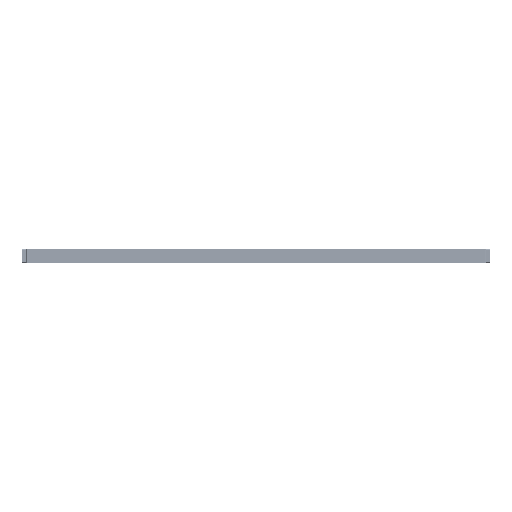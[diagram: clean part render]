
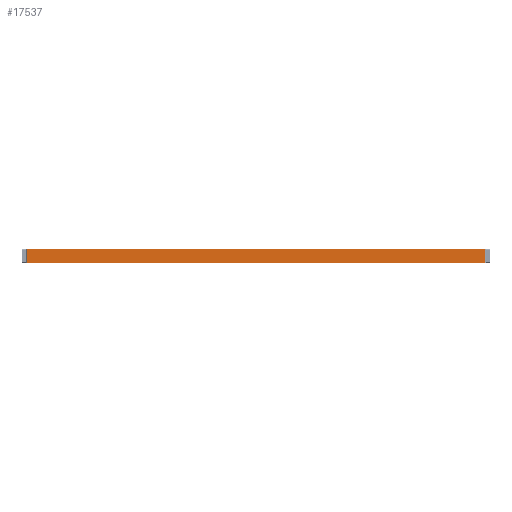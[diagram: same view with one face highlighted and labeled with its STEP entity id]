
A CAD part, front view. The second image highlights one B-rep face of the part: STEP entity #17537.
In plain terms, the highlighted planar face has unit normal (0, -1, 0).
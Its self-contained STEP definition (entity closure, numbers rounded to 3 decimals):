
#13216=FACE_OUTER_BOUND('',#36737,.T.);
#17537=ADVANCED_FACE('',(#13216),#23399,.T.);
#23399=PLANE('',#111802);
#36737=EDGE_LOOP('',(#44920,#44921,#44922,#44923));
#44920=ORIENTED_EDGE('',*,*,#83956,.T.);
#44921=ORIENTED_EDGE('',*,*,#83957,.T.);
#44922=ORIENTED_EDGE('',*,*,#83958,.T.);
#44923=ORIENTED_EDGE('',*,*,#83959,.T.);
#73902=VERTEX_POINT('',#155306);
#73903=VERTEX_POINT('',#155307);
#73904=VERTEX_POINT('',#155309);
#73905=VERTEX_POINT('',#155311);
#83956=EDGE_CURVE('',#73902,#73903,#98366,.T.);
#83957=EDGE_CURVE('',#73903,#73904,#98367,.T.);
#83958=EDGE_CURVE('',#73904,#73905,#98368,.T.);
#83959=EDGE_CURVE('',#73905,#73902,#98369,.T.);
#98366=LINE('',#155305,#105162);
#98367=LINE('',#155308,#105163);
#98368=LINE('',#155310,#105164);
#98369=LINE('',#155312,#105165);
#105162=VECTOR('',#123979,1.);
#105163=VECTOR('',#123980,1.);
#105164=VECTOR('',#123981,1.);
#105165=VECTOR('',#123982,1.);
#111802=AXIS2_PLACEMENT_3D('',#155313,#123983,#123984);
#123979=DIRECTION('',(-1.,0.,0.));
#123980=DIRECTION('',(0.,0.,-1.));
#123981=DIRECTION('',(1.,0.,0.));
#123982=DIRECTION('',(0.,0.,1.));
#123983=DIRECTION('',(0.,-1.,0.));
#123984=DIRECTION('',(0.,0.,1.));
#155305=CARTESIAN_POINT('',(125.,0.,7.575));
#155306=CARTESIAN_POINT('',(249.6,0.,7.575));
#155307=CARTESIAN_POINT('',(0.4,0.,7.575));
#155308=CARTESIAN_POINT('',(0.4,0.,0.));
#155309=CARTESIAN_POINT('',(0.4,0.,0.425));
#155310=CARTESIAN_POINT('',(125.,0.,0.425));
#155311=CARTESIAN_POINT('',(249.6,0.,0.425));
#155312=CARTESIAN_POINT('',(249.6,0.,0.));
#155313=CARTESIAN_POINT('',(125.,0.,0.));
